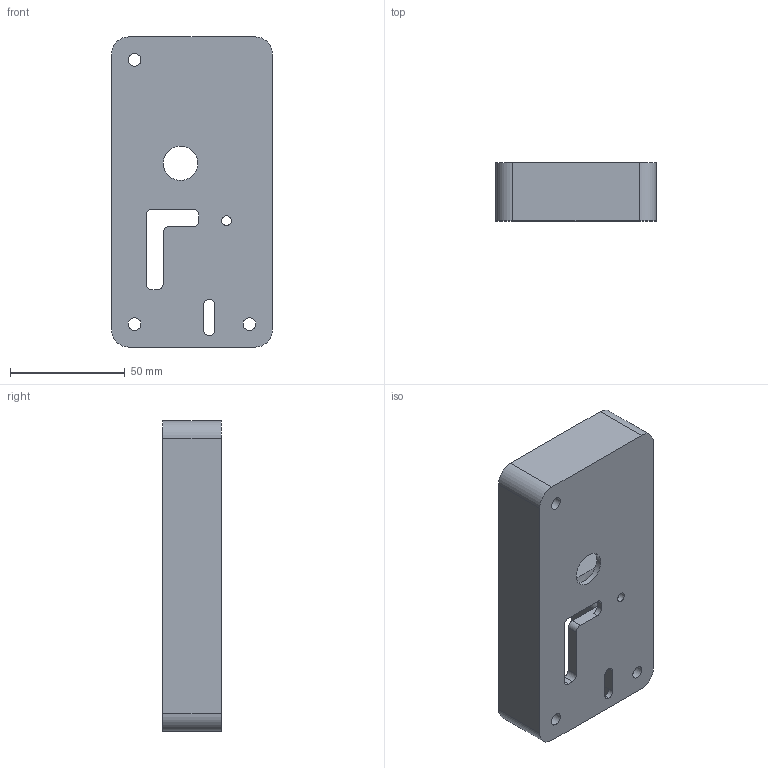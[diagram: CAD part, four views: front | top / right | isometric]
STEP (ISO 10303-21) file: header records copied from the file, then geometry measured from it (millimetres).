
FILE_DESCRIPTION(/* description */ (''),/* implementation_level */ '2;1');
FILE_NAME(/* name */ 'hopperSlab.step',/* time_stamp */ '2021-07-07T15:37:44-05:00',/* author */ (''),/* organization */ (''),/* preprocessor_version */ 'ST-DEVELOPER v18.1',/* originating_system */ 'Autodesk Translation Framework v10.9.0.1377',/* authorisation */ '');
FILE_SCHEMA (('AUTOMOTIVE_DESIGN { 1 0 10303 214 3 1 1 }'));
Length unit declared in the file: millimetre
Products named in the file (1): hopperSlab
Bounding box: 70 x 25.4 x 135 mm (x, y, z)
Volume: 132382.6 mm3; surface area: 35959.3 mm2
Topology: 1 solids, 1 shells, 92 faces, 264 edges, 171 vertices
Faces by surface type: cylinder 47, plane 35, bspline 10
Full cylindrical faces by diameter (mm): 2.5 x3, 4.2 x1, 5.5 x3, 11 x1, 15 x1
Entity records: 3644 total; most frequent: CARTESIAN_POINT 1179, ORIENTED_EDGE 520, DIRECTION 503, EDGE_CURVE 260, AXIS2_PLACEMENT_3D 183, VERTEX_POINT 171, LINE 137, VECTOR 137
